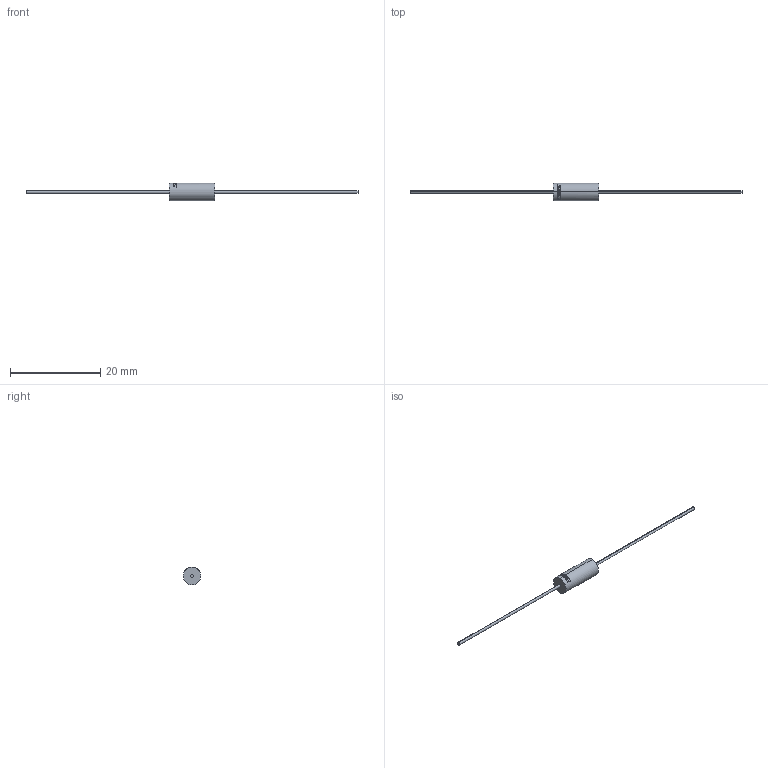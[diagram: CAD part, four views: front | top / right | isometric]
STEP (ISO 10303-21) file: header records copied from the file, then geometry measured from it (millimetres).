
FILE_DESCRIPTION (( 'STEP AP214' ), '1' );
FILE_NAME ('CCA_AMST_HT14_D3.94L10.16LL31.75F0.635.STEP', '2019-09-25T17:08:03', ( '' ), ( '' ), 'SwSTEP 2.0', 'SolidWorks 2014', '' );
FILE_SCHEMA (( 'AUTOMOTIVE_DESIGN' ));
Length unit declared in the file: millimetre
Products named in the file (1): CCA_AMST_HT14_D3.94L10.16LL31.75F0.635
Bounding box: 73.66 x 3.94 x 3.95 mm (x, y, z)
Volume: 144 mm3; surface area: 277.1 mm2
Topology: 1 solids, 1 shells, 67 faces, 183 edges, 122 vertices
Faces by surface type: bspline 31, plane 26, cylinder 10
Entity records: 2456 total; most frequent: CARTESIAN_POINT 867, ORIENTED_EDGE 366, DIRECTION 204, EDGE_CURVE 183, VERTEX_POINT 122, B_SPLINE_CURVE_WITH_KNOTS 113, AXIS2_PLACEMENT_3D 97, EDGE_LOOP 71
